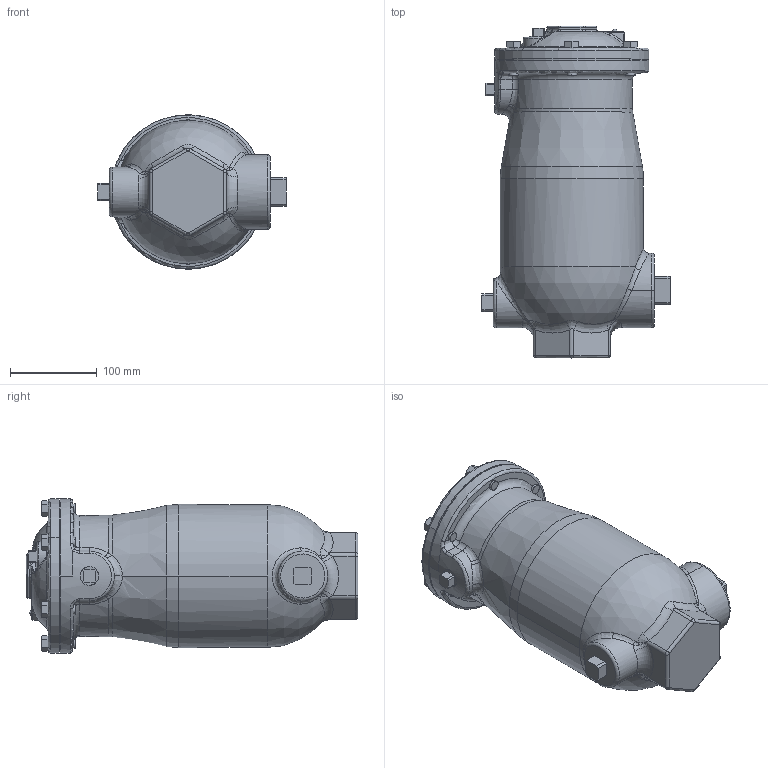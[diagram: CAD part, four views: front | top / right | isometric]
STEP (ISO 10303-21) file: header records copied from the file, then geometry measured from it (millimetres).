
FILE_DESCRIPTION((''),'2;1');
FILE_NAME('301A_SW0002','2023-09-13T14:23:20',('tbuffington'),(''),'CREO PARAMETRIC BY PTC INC, 2023072','CREO PARAMETRIC BY PTC INC, 2023072','');
FILE_SCHEMA(('AUTOMOTIVE_DESIGN { 1 0 10303 214 1 1 1 1 }'));
Length unit declared in the file: inch
Products named in the file (1): 301A_SW0002
Bounding box: 216.99 x 382.6 x 177.8 mm (x, y, z)
Volume: 6865901.8 mm3; surface area: 234710.9 mm2
Topology: 1 solids, 1 shells, 362 faces, 865 edges, 511 vertices
Faces by surface type: plane 125, bspline 96, cylinder 67, cone 39, torus 22, sphere 13
Entity records: 19760 total; most frequent: CARTESIAN_POINT 10665, ORIENTED_EDGE 1722, DIRECTION 1411, COLOUR_RGB 1329, EDGE_CURVE 861, AXIS2_PLACEMENT_3D 558, VERTEX_POINT 511, EDGE_LOOP 372
